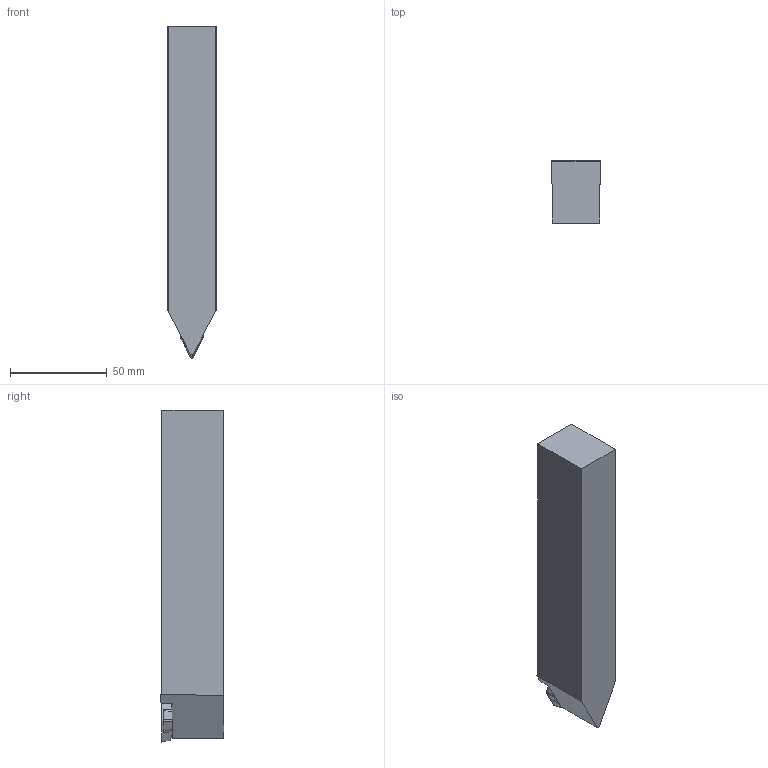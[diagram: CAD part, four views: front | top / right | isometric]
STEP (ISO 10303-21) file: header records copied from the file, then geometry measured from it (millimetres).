
FILE_DESCRIPTION(/* description */ (''),/* implementation_level */ '2;1');
FILE_NAME(/* name */ 'toolassembly_1.stp',/* time_stamp */ '2019-10-28T14:56:03+01:00',/* author */ (''),/* organization */ ('SMS'),/* preprocessor_version */ 'ST-DEVELOPER v16.7',/* originating_system */ 'SIEMENS PLM Software NX 12.0',/* authorisation */ '');
FILE_SCHEMA (('AUTOMOTIVE_DESIGN { 1 0 10303 214 3 1 1 1 }'));
Length unit declared in the file: millimetre
Products named in the file (4): ASSEMBLY_CONSTRUCTION; CUT_20191028145522; NOCUT_20191028145509; TOOLASSEMBLY_1
Assembly tree (3 placements, depth 2):
  TOOLASSEMBLY_1
    NOCUT_20191028145509
    CUT_20191028145522
    ASSEMBLY_CONSTRUCTION
Bounding box: 24.88 x 32.6 x 171.35 mm (x, y, z)
Volume: 124914.1 mm3; surface area: 20246.9 mm2
Topology: 2 solids, 2 shells, 89 faces, 238 edges, 160 vertices
Faces by surface type: plane 50, cylinder 12, extrusion 12, cone 11, bspline 2, sphere 1, torus 1
Full cylindrical faces by diameter (mm): 3.5 x1, 5.25 x1
Entity records: 3647 total; most frequent: CARTESIAN_POINT 1297, ORIENTED_EDGE 456, DIRECTION 449, EDGE_CURVE 228, AXIS2_PLACEMENT_3D 156, VERTEX_POINT 152, VECTOR 137, LINE 125
